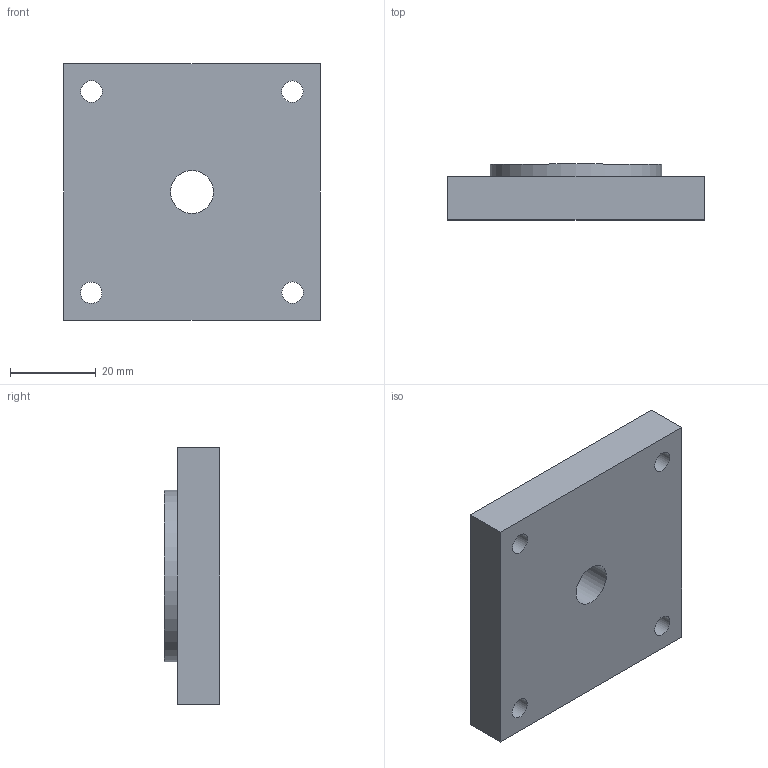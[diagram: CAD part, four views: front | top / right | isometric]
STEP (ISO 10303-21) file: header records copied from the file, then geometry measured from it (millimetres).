
FILE_DESCRIPTION(/* description */ (''),/* implementation_level */ '2;1');
FILE_NAME(/* name */ 'stepper support_v2.step',/* time_stamp */ '2024-01-28T17:54:17+05:30',/* author */ (''),/* organization */ (''),/* preprocessor_version */ 'ST-DEVELOPER v20',/* originating_system */ 'Autodesk Translation Framework v12.14.0.127',/* authorisation */ '');
FILE_SCHEMA (('AUTOMOTIVE_DESIGN { 1 0 10303 214 3 1 1 }'));
Length unit declared in the file: millimetre
Products named in the file (2): stepper support; Component3
Assembly tree (1 placements, depth 2):
  stepper support
    Component3
Bounding box: 60 x 13 x 60 mm (x, y, z)
Volume: 36733.6 mm3; surface area: 10869.2 mm2
Topology: 1 solids, 1 shells, 15 faces, 33 edges, 22 vertices
Faces by surface type: plane 8, cylinder 7
Full cylindrical faces by diameter (mm): 5 x4, 10 x1, 19 x1, 40 x1
Entity records: 494 total; most frequent: DIRECTION 83, CARTESIAN_POINT 73, ORIENTED_EDGE 66, EDGE_CURVE 33, AXIS2_PLACEMENT_3D 32, EDGE_LOOP 27, VERTEX_POINT 22, LINE 19
